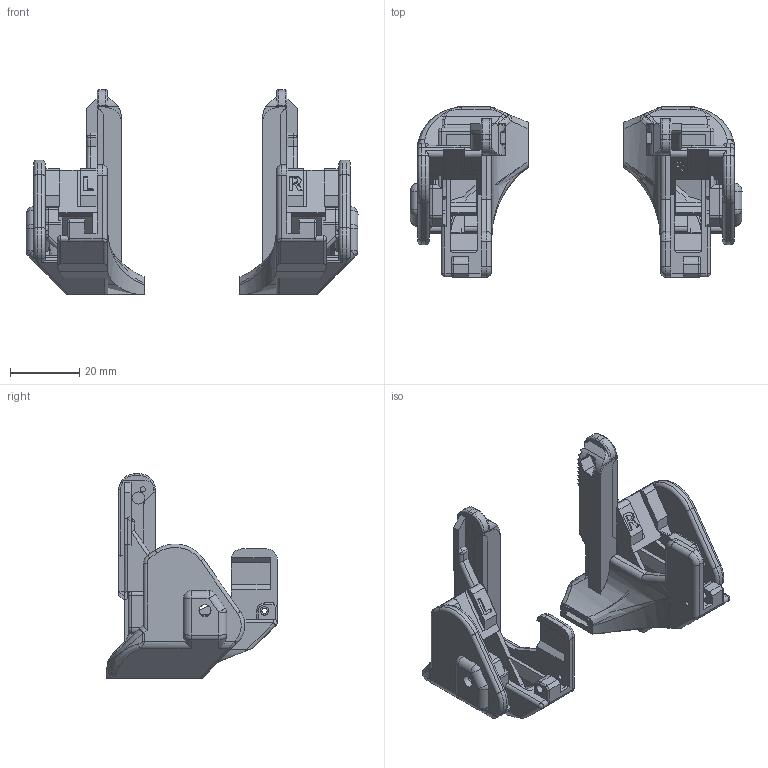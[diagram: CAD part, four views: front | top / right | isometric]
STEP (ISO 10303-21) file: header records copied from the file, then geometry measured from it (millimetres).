
FILE_DESCRIPTION(/* description */ (''),/* implementation_level */ '2;1');
FILE_NAME(/* name */ 'Narrow ducts V1.step',/* time_stamp */ '2020-02-10T10:22:06+00:00',/* author */ (''),/* organization */ (''),/* preprocessor_version */ 'ST-DEVELOPER v18',/* originating_system */ 'Autodesk Translation Framework v8.12.0.6',/* authorisation */ '');
FILE_SCHEMA (('AUTOMOTIVE_DESIGN { 1 0 10303 214 3 1 1 }'));
Length unit declared in the file: millimetre
Products named in the file (1): Narrow ducts step temp1
Bounding box: 95.77 x 49.17 x 58.94 mm (x, y, z)
Volume: 44972.3 mm3; surface area: 31774.8 mm2
Topology: 4 solids, 8 shells, 1202 faces, 3268 edges, 2078 vertices
Faces by surface type: plane 648, cylinder 278, bspline 214, torus 34, sphere 28
Full cylindrical faces by diameter (mm): 1.5 x4, 2.5 x2, 3.5 x6
Entity records: 42339 total; most frequent: CARTESIAN_POINT 13010, ORIENTED_EDGE 6516, DIRECTION 5480, EDGE_CURVE 3258, LINE 2134, VECTOR 2134, VERTEX_POINT 2078, AXIS2_PLACEMENT_3D 1673
